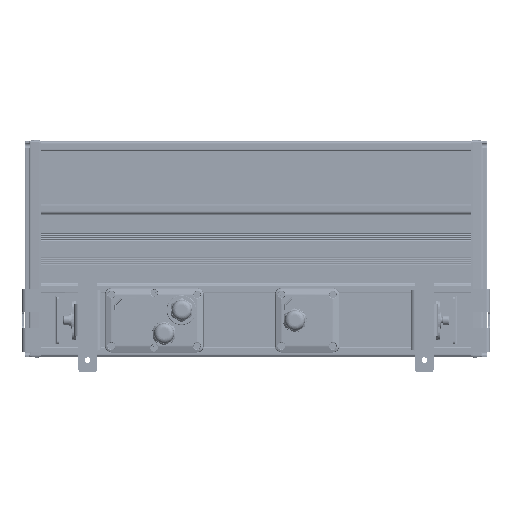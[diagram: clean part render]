
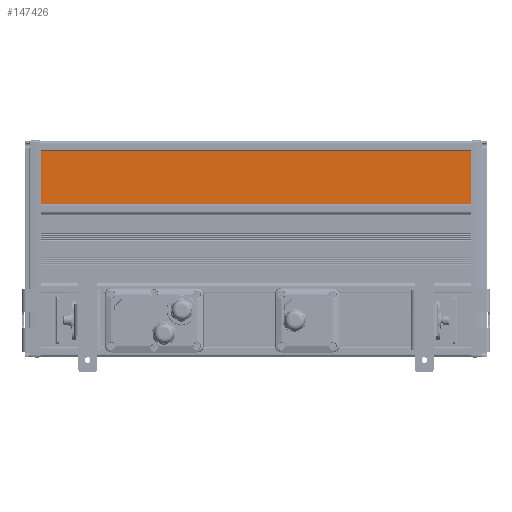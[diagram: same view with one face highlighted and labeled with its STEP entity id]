
A CAD part, front view. The second image highlights one B-rep face of the part: STEP entity #147426.
In plain terms, the highlighted planar face has unit normal (0, -1, 0).
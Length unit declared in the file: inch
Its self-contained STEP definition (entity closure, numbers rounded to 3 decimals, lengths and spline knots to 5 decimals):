
#9131 = CARTESIAN_POINT ( 'NONE',  ( 0., -1.02618, 3.18372 ) ) ;
#26136 = CARTESIAN_POINT ( 'NONE',  ( 0., -1.02618, 6.41557 ) ) ;
#34799 = EDGE_LOOP ( 'NONE', ( #138421, #92202, #154403, #51102 ) ) ;
#43783 = EDGE_CURVE ( 'NONE', #92949, #80859, #187756, .T. ) ;
#47499 = CARTESIAN_POINT ( 'NONE',  ( 0., -1.02618, -0.54331 ) ) ;
#51102 = ORIENTED_EDGE ( 'NONE', *, *, #43783, .F. ) ;
#57074 = VECTOR ( 'NONE', #120173, 39.37008 ) ;
#62265 = VECTOR ( 'NONE', #104225, 39.37008 ) ;
#70427 = CARTESIAN_POINT ( 'NONE',  ( 21.7126, -1.02618, 3.18372 ) ) ;
#71863 = VERTEX_POINT ( 'NONE', #156226 ) ;
#72896 = FACE_OUTER_BOUND ( 'NONE', #34799, .T. ) ;
#75935 = DIRECTION ( 'NONE',  ( 1., 0., 0. ) ) ;
#79862 = DIRECTION ( 'NONE',  ( 0., 0., 1. ) ) ;
#80859 = VERTEX_POINT ( 'NONE', #9131 ) ;
#81732 = VERTEX_POINT ( 'NONE', #26136 ) ;
#92202 = ORIENTED_EDGE ( 'NONE', *, *, #155852, .F. ) ;
#92213 = CARTESIAN_POINT ( 'NONE',  ( 21.7126, -1.02618, 3.18372 ) ) ;
#92949 = VERTEX_POINT ( 'NONE', #92213 ) ;
#104225 = DIRECTION ( 'NONE',  ( 0., 0., -1. ) ) ;
#120173 = DIRECTION ( 'NONE',  ( -1., 0., 0. ) ) ;
#120785 = LINE ( 'NONE', #47499, #193524 ) ;
#131051 = AXIS2_PLACEMENT_3D ( 'NONE', #154371, #202959, #169788 ) ;
#132005 = VECTOR ( 'NONE', #75935, 39.37008 ) ;
#136178 = EDGE_CURVE ( 'NONE', #80859, #81732, #120785, .T. ) ;
#138421 = ORIENTED_EDGE ( 'NONE', *, *, #138786, .F. ) ;
#138786 = EDGE_CURVE ( 'NONE', #71863, #92949, #172666, .T. ) ;
#147426 = ADVANCED_FACE ( 'NONE', ( #72896 ), #171156, .F. ) ;
#152147 = LINE ( 'NONE', #155866, #132005 ) ;
#154371 = CARTESIAN_POINT ( 'NONE',  ( 21.7126, -1.02618, 3.18372 ) ) ;
#154403 = ORIENTED_EDGE ( 'NONE', *, *, #136178, .F. ) ;
#155852 = EDGE_CURVE ( 'NONE', #81732, #71863, #152147, .T. ) ;
#155866 = CARTESIAN_POINT ( 'NONE',  ( 21.7126, -1.02618, 6.41557 ) ) ;
#156226 = CARTESIAN_POINT ( 'NONE',  ( 21.7126, -1.02618, 6.41557 ) ) ;
#169788 = DIRECTION ( 'NONE',  ( 0., 0., 1. ) ) ;
#171156 = PLANE ( 'NONE',  #131051 ) ;
#172666 = LINE ( 'NONE', #185622, #62265 ) ;
#185622 = CARTESIAN_POINT ( 'NONE',  ( 21.7126, -1.02618, -0.54331 ) ) ;
#187756 = LINE ( 'NONE', #70427, #57074 ) ;
#193524 = VECTOR ( 'NONE', #79862, 39.37008 ) ;
#202959 = DIRECTION ( 'NONE',  ( 0., 1., 0. ) ) ;
